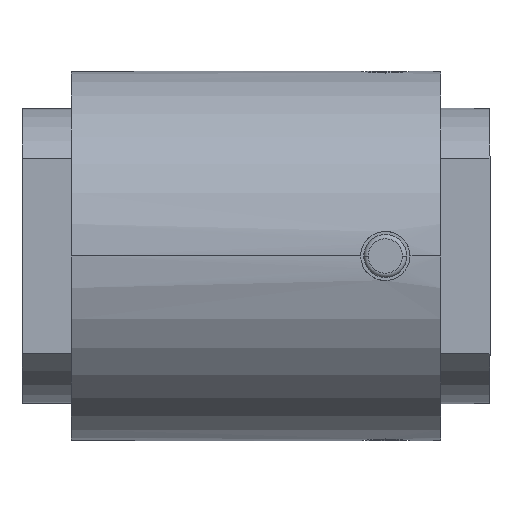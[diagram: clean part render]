
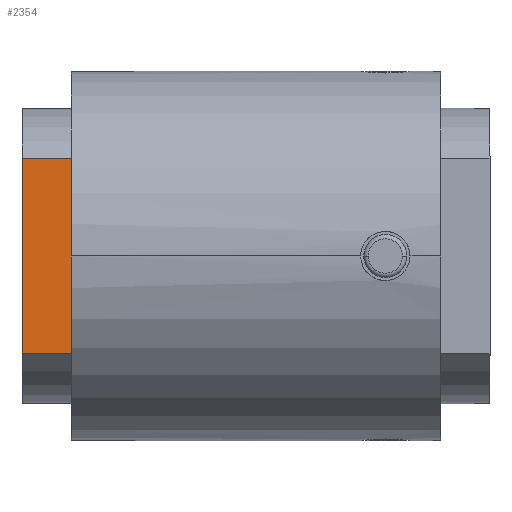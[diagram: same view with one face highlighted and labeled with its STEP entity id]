
A CAD part, front view. The second image highlights one B-rep face of the part: STEP entity #2354.
In plain terms, the highlighted face is planar.
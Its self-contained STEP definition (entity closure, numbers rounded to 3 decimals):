
#277=CARTESIAN_POINT('',(-34.,18.0,-15.875));
#278=VERTEX_POINT('',#277);
#286=CARTESIAN_POINT('',(-24.,18.0,-15.875));
#287=VERTEX_POINT('',#286);
#288=CARTESIAN_POINT('',(-34.,18.0,-15.875));
#289=DIRECTION('',(1.0,0.0,0.0));
#290=VECTOR('',#289,10.);
#291=LINE('',#288,#290);
#292=EDGE_CURVE('',#278,#287,#291,.T.);
#2313=CARTESIAN_POINT('',(-24.,18.0,15.875));
#2314=VERTEX_POINT('',#2313);
#2315=CARTESIAN_POINT('',(-24.,18.0,15.875));
#2316=DIRECTION('',(0.0,0.0,-1.0));
#2317=VECTOR('',#2316,31.749);
#2318=LINE('',#2315,#2317);
#2319=EDGE_CURVE('',#2314,#287,#2318,.T.);
#2331=CARTESIAN_POINT('',(-34.,18.0,0.0));
#2332=DIRECTION('',(0.0,-1.0,0.0));
#2333=DIRECTION('',(0.0,0.0,-1.0));
#2334=AXIS2_PLACEMENT_3D('',#2331,#2332,#2333);
#2335=PLANE('',#2334);
#2336=ORIENTED_EDGE('',*,*,#292,.F.);
#2337=CARTESIAN_POINT('',(-34.,18.0,15.875));
#2338=VERTEX_POINT('',#2337);
#2339=CARTESIAN_POINT('',(-34.,18.0,15.875));
#2340=DIRECTION('',(0.0,0.0,-1.0));
#2341=VECTOR('',#2340,31.749);
#2342=LINE('',#2339,#2341);
#2343=EDGE_CURVE('',#2338,#278,#2342,.T.);
#2344=ORIENTED_EDGE('',*,*,#2343,.F.);
#2345=CARTESIAN_POINT('',(-24.,18.0,15.875));
#2346=DIRECTION('',(-1.0,0.0,0.0));
#2347=VECTOR('',#2346,10.);
#2348=LINE('',#2345,#2347);
#2349=EDGE_CURVE('',#2314,#2338,#2348,.T.);
#2350=ORIENTED_EDGE('',*,*,#2349,.F.);
#2351=ORIENTED_EDGE('',*,*,#2319,.T.);
#2352=EDGE_LOOP('',(#2336,#2344,#2350,#2351));
#2353=FACE_OUTER_BOUND('',#2352,.T.);
#2354=ADVANCED_FACE('',(#2353),#2335,.F.);
